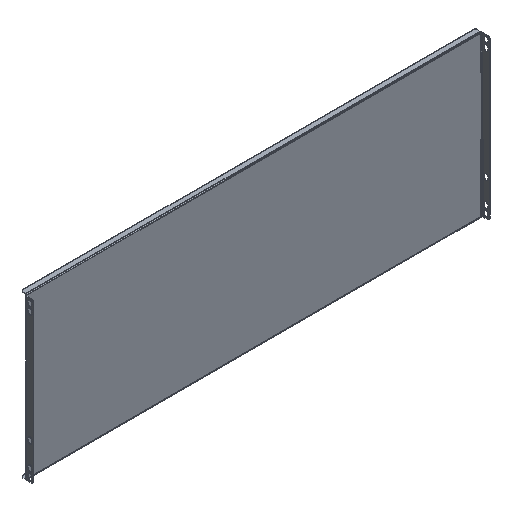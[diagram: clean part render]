
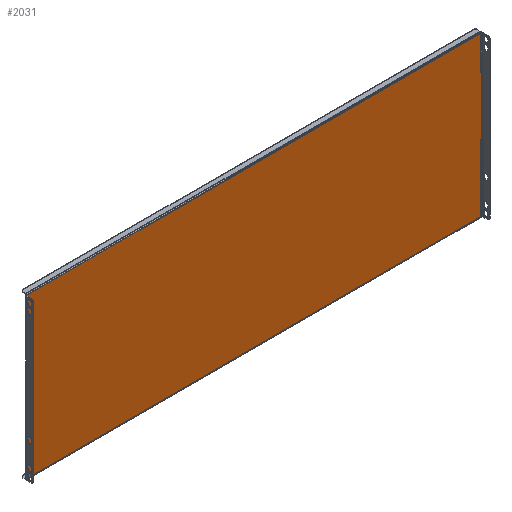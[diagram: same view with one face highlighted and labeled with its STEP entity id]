
A CAD part, isometric view. The second image highlights one B-rep face of the part: STEP entity #2031.
In plain terms, the highlighted planar face has unit normal (0, -1, 0).
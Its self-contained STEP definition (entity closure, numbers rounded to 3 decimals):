
#45 = DIRECTION ( 'NONE',  ( 1., 0., 0. ) ) ;
#64 = CARTESIAN_POINT ( 'NONE',  ( 453., -1.2, -157.8 ) ) ;
#110 = VERTEX_POINT ( 'NONE', #1592 ) ;
#197 = EDGE_CURVE ( 'NONE', #682, #1679, #1281, .T. ) ;
#284 = EDGE_CURVE ( 'NONE', #110, #475, #1407, .T. ) ;
#381 = CARTESIAN_POINT ( 'NONE',  ( -450.8, -1.2, -157.8 ) ) ;
#388 = VECTOR ( 'NONE', #1834, 1000. ) ;
#475 = VERTEX_POINT ( 'NONE', #681 ) ;
#558 = ORIENTED_EDGE ( 'NONE', *, *, #284, .F. ) ;
#561 = ORIENTED_EDGE ( 'NONE', *, *, #197, .F. ) ;
#597 = PLANE ( 'NONE',  #2498 ) ;
#681 = CARTESIAN_POINT ( 'NONE',  ( 450.8, -1.2, -157.8 ) ) ;
#682 = VERTEX_POINT ( 'NONE', #381 ) ;
#776 = CARTESIAN_POINT ( 'NONE',  ( -450.8, -1.2, -157.8 ) ) ;
#846 = DIRECTION ( 'NONE',  ( 0., 0., -1. ) ) ;
#988 = DIRECTION ( 'NONE',  ( 0., 1., 0. ) ) ;
#1011 = EDGE_CURVE ( 'NONE', #1679, #110, #2111, .T. ) ;
#1138 = ORIENTED_EDGE ( 'NONE', *, *, #1011, .F. ) ;
#1142 = ORIENTED_EDGE ( 'NONE', *, *, #2659, .F. ) ;
#1277 = EDGE_LOOP ( 'NONE', ( #558, #1138, #561, #1142 ) ) ;
#1281 = LINE ( 'NONE', #776, #388 ) ;
#1407 = LINE ( 'NONE', #1670, #1718 ) ;
#1592 = CARTESIAN_POINT ( 'NONE',  ( 450.8, -1.2, 157.8 ) ) ;
#1670 = CARTESIAN_POINT ( 'NONE',  ( 450.8, -1.2, 157.8 ) ) ;
#1674 = CARTESIAN_POINT ( 'NONE',  ( 453., -1.2, 157.8 ) ) ;
#1679 = VERTEX_POINT ( 'NONE', #2606 ) ;
#1694 = VECTOR ( 'NONE', #45, 1000. ) ;
#1718 = VECTOR ( 'NONE', #846, 1000. ) ;
#1834 = DIRECTION ( 'NONE',  ( 0., 0., 1. ) ) ;
#1843 = VECTOR ( 'NONE', #2064, 1000. ) ;
#1884 = FACE_OUTER_BOUND ( 'NONE', #1277, .T. ) ;
#2011 = CARTESIAN_POINT ( 'NONE',  ( 0., -1.2, 0. ) ) ;
#2031 = ADVANCED_FACE ( 'NONE', ( #1884 ), #597, .F. ) ;
#2064 = DIRECTION ( 'NONE',  ( -1., 0., 0. ) ) ;
#2111 = LINE ( 'NONE', #1674, #1694 ) ;
#2164 = LINE ( 'NONE', #64, #1843 ) ;
#2429 = DIRECTION ( 'NONE',  ( 0., 0., 1. ) ) ;
#2498 = AXIS2_PLACEMENT_3D ( 'NONE', #2011, #988, #2429 ) ;
#2606 = CARTESIAN_POINT ( 'NONE',  ( -450.8, -1.2, 157.8 ) ) ;
#2659 = EDGE_CURVE ( 'NONE', #475, #682, #2164, .T. ) ;
